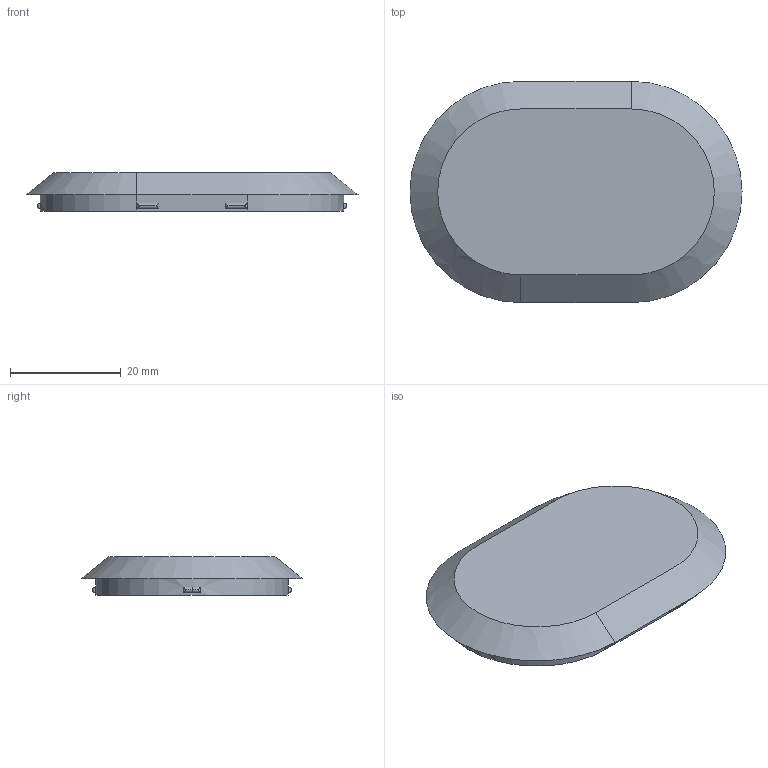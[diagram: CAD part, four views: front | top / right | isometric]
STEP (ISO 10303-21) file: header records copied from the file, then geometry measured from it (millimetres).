
FILE_DESCRIPTION (( 'STEP AP214' ), '1' );
FILE_NAME ('cover_1.STEP', '2020-04-13T15:34:28', ( '' ), ( '' ), 'SwSTEP 2.0', 'SolidWorks 2016', '' );
FILE_SCHEMA (( 'AUTOMOTIVE_DESIGN' ));
Length unit declared in the file: millimetre
Products named in the file (1): cover_1
Bounding box: 60 x 40 x 7 mm (x, y, z)
Volume: 7938.1 mm3; surface area: 5180.3 mm2
Topology: 1 solids, 1 shells, 58 faces, 145 edges, 93 vertices
Faces by surface type: plane 28, cylinder 22, torus 6, bspline 2
Entity records: 2708 total; most frequent: CARTESIAN_POINT 673, ORIENTED_EDGE 290, DIRECTION 278, EDGE_CURVE 145, AXIS2_PLACEMENT_3D 98, VERTEX_POINT 93, LINE 82, VECTOR 82
